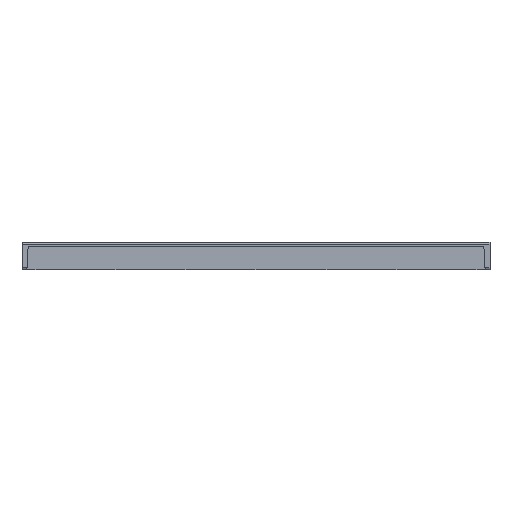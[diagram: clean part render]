
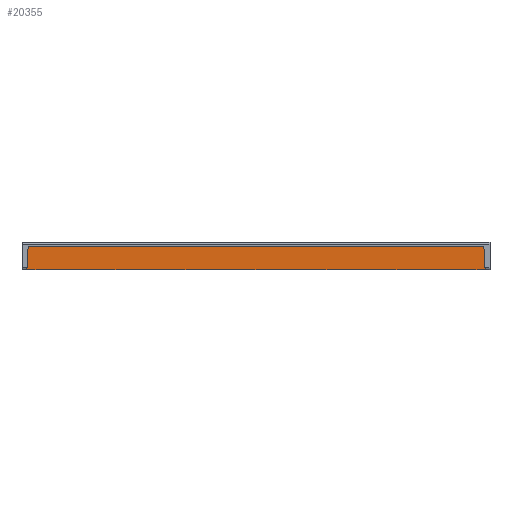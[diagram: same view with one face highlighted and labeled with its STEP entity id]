
A CAD part, top view. The second image highlights one B-rep face of the part: STEP entity #20355.
In plain terms, the highlighted planar face has unit normal (0, 0, 1).
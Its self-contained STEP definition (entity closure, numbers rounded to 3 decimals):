
#20094=AXIS2_PLACEMENT_3D('Circle Axis2P3D',#20092,#20093,$) ;
#20179=AXIS2_PLACEMENT_3D('Circle Axis2P3D',#20177,#20178,$) ;
#20284=AXIS2_PLACEMENT_3D('Plane Axis2P3D',#20281,#20282,#20283) ;
#20092=CARTESIAN_POINT('Axis2P3D Location',(46.884,2.2,27.752)) ;
#20096=CARTESIAN_POINT('Vertex',(46.884,2.4,27.752)) ;
#20098=CARTESIAN_POINT('Vertex',(47.084,2.21,27.752)) ;
#20143=CARTESIAN_POINT('Vertex',(0.816,2.4,27.752)) ;
#20146=CARTESIAN_POINT('Line Origine',(23.85,2.4,27.752)) ;
#20174=CARTESIAN_POINT('Vertex',(0.616,2.21,27.752)) ;
#20177=CARTESIAN_POINT('Axis2P3D Location',(0.816,2.2,27.752)) ;
#20215=CARTESIAN_POINT('Vertex',(0.5,0.,27.752)) ;
#20218=CARTESIAN_POINT('Line Origine',(0.558,1.105,27.752)) ;
#20247=CARTESIAN_POINT('Line Origine',(47.142,1.105,27.752)) ;
#20251=CARTESIAN_POINT('Vertex',(47.2,0.,27.752)) ;
#20281=CARTESIAN_POINT('Axis2P3D Location',(2.5,1.4,27.752)) ;
#20286=CARTESIAN_POINT('Line Origine',(26.9,0.,27.752)) ;
#20290=CARTESIAN_POINT('Vertex',(23.85,0.,27.752)) ;
#20292=CARTESIAN_POINT('Vertex',(29.95,0.,27.752)) ;
#20295=CARTESIAN_POINT('Line Origine',(33.,0.,27.752)) ;
#20299=CARTESIAN_POINT('Vertex',(36.05,0.,27.752)) ;
#20302=CARTESIAN_POINT('Line Origine',(39.1,0.,27.752)) ;
#20306=CARTESIAN_POINT('Vertex',(42.15,0.,27.752)) ;
#20309=CARTESIAN_POINT('Line Origine',(44.675,0.,27.752)) ;
#20314=CARTESIAN_POINT('Line Origine',(3.025,0.,27.752)) ;
#20318=CARTESIAN_POINT('Vertex',(5.55,0.,27.752)) ;
#20321=CARTESIAN_POINT('Line Origine',(8.6,0.,27.752)) ;
#20325=CARTESIAN_POINT('Vertex',(11.65,0.,27.752)) ;
#20328=CARTESIAN_POINT('Line Origine',(14.7,0.,27.752)) ;
#20332=CARTESIAN_POINT('Vertex',(17.75,0.,27.752)) ;
#20335=CARTESIAN_POINT('Line Origine',(20.8,0.,27.752)) ;
#20093=DIRECTION('Axis2P3D Direction',(0.,0.,-1.)) ;
#20147=DIRECTION('Vector Direction',(-1.,0.,0.)) ;
#20178=DIRECTION('Axis2P3D Direction',(0.,0.,1.)) ;
#20219=DIRECTION('Vector Direction',(0.052,0.999,0.)) ;
#20248=DIRECTION('Vector Direction',(-0.052,0.999,0.)) ;
#20282=DIRECTION('Axis2P3D Direction',(0.,0.,1.)) ;
#20283=DIRECTION('Axis2P3D XDirection',(1.,0.,0.)) ;
#20287=DIRECTION('Vector Direction',(1.,0.,0.)) ;
#20296=DIRECTION('Vector Direction',(1.,0.,0.)) ;
#20303=DIRECTION('Vector Direction',(1.,0.,0.)) ;
#20310=DIRECTION('Vector Direction',(1.,0.,0.)) ;
#20315=DIRECTION('Vector Direction',(1.,0.,0.)) ;
#20322=DIRECTION('Vector Direction',(1.,0.,0.)) ;
#20329=DIRECTION('Vector Direction',(1.,0.,0.)) ;
#20336=DIRECTION('Vector Direction',(1.,0.,0.)) ;
#20148=VECTOR('Line Direction',#20147,1.) ;
#20220=VECTOR('Line Direction',#20219,1.) ;
#20249=VECTOR('Line Direction',#20248,1.) ;
#20288=VECTOR('Line Direction',#20287,1.) ;
#20297=VECTOR('Line Direction',#20296,1.) ;
#20304=VECTOR('Line Direction',#20303,1.) ;
#20311=VECTOR('Line Direction',#20310,1.) ;
#20316=VECTOR('Line Direction',#20315,1.) ;
#20323=VECTOR('Line Direction',#20322,1.) ;
#20330=VECTOR('Line Direction',#20329,1.) ;
#20337=VECTOR('Line Direction',#20336,1.) ;
#20341=ORIENTED_EDGE('',*,*,#20294,.T.) ;
#20342=ORIENTED_EDGE('',*,*,#20301,.T.) ;
#20343=ORIENTED_EDGE('',*,*,#20308,.T.) ;
#20344=ORIENTED_EDGE('',*,*,#20313,.T.) ;
#20345=ORIENTED_EDGE('',*,*,#20253,.F.) ;
#20346=ORIENTED_EDGE('',*,*,#20100,.F.) ;
#20347=ORIENTED_EDGE('',*,*,#20150,.F.) ;
#20348=ORIENTED_EDGE('',*,*,#20181,.T.) ;
#20349=ORIENTED_EDGE('',*,*,#20222,.T.) ;
#20350=ORIENTED_EDGE('',*,*,#20320,.T.) ;
#20351=ORIENTED_EDGE('',*,*,#20327,.T.) ;
#20352=ORIENTED_EDGE('',*,*,#20334,.T.) ;
#20353=ORIENTED_EDGE('',*,*,#20339,.T.) ;
#20355=ADVANCED_FACE('ZQV_KU',(#20354),#20285,.T.) ;
#20095=CIRCLE('generated circle',#20094,0.2) ;
#20180=CIRCLE('generated circle',#20179,0.2) ;
#20100=EDGE_CURVE('',#20097,#20099,#20095,.T.) ;
#20150=EDGE_CURVE('',#20144,#20097,#20149,.F.) ;
#20181=EDGE_CURVE('',#20144,#20175,#20180,.T.) ;
#20222=EDGE_CURVE('',#20175,#20216,#20221,.F.) ;
#20253=EDGE_CURVE('',#20099,#20252,#20250,.F.) ;
#20294=EDGE_CURVE('',#20291,#20293,#20289,.T.) ;
#20301=EDGE_CURVE('',#20293,#20300,#20298,.T.) ;
#20308=EDGE_CURVE('',#20300,#20307,#20305,.T.) ;
#20313=EDGE_CURVE('',#20307,#20252,#20312,.T.) ;
#20320=EDGE_CURVE('',#20216,#20319,#20317,.T.) ;
#20327=EDGE_CURVE('',#20319,#20326,#20324,.T.) ;
#20334=EDGE_CURVE('',#20326,#20333,#20331,.T.) ;
#20339=EDGE_CURVE('',#20333,#20291,#20338,.T.) ;
#20340=EDGE_LOOP('',(#20341,#20342,#20343,#20344,#20345,#20346,#20347,#20348,#20349,#20350,#20351,#20352,#20353)) ;
#20354=FACE_OUTER_BOUND('',#20340,.T.) ;
#20149=LINE('Line',#20146,#20148) ;
#20221=LINE('Line',#20218,#20220) ;
#20250=LINE('Line',#20247,#20249) ;
#20289=LINE('Line',#20286,#20288) ;
#20298=LINE('Line',#20295,#20297) ;
#20305=LINE('Line',#20302,#20304) ;
#20312=LINE('Line',#20309,#20311) ;
#20317=LINE('Line',#20314,#20316) ;
#20324=LINE('Line',#20321,#20323) ;
#20331=LINE('Line',#20328,#20330) ;
#20338=LINE('Line',#20335,#20337) ;
#20285=PLANE('',#20284) ;
#20097=VERTEX_POINT('',#20096) ;
#20099=VERTEX_POINT('',#20098) ;
#20144=VERTEX_POINT('',#20143) ;
#20175=VERTEX_POINT('',#20174) ;
#20216=VERTEX_POINT('',#20215) ;
#20252=VERTEX_POINT('',#20251) ;
#20291=VERTEX_POINT('',#20290) ;
#20293=VERTEX_POINT('',#20292) ;
#20300=VERTEX_POINT('',#20299) ;
#20307=VERTEX_POINT('',#20306) ;
#20319=VERTEX_POINT('',#20318) ;
#20326=VERTEX_POINT('',#20325) ;
#20333=VERTEX_POINT('',#20332) ;
